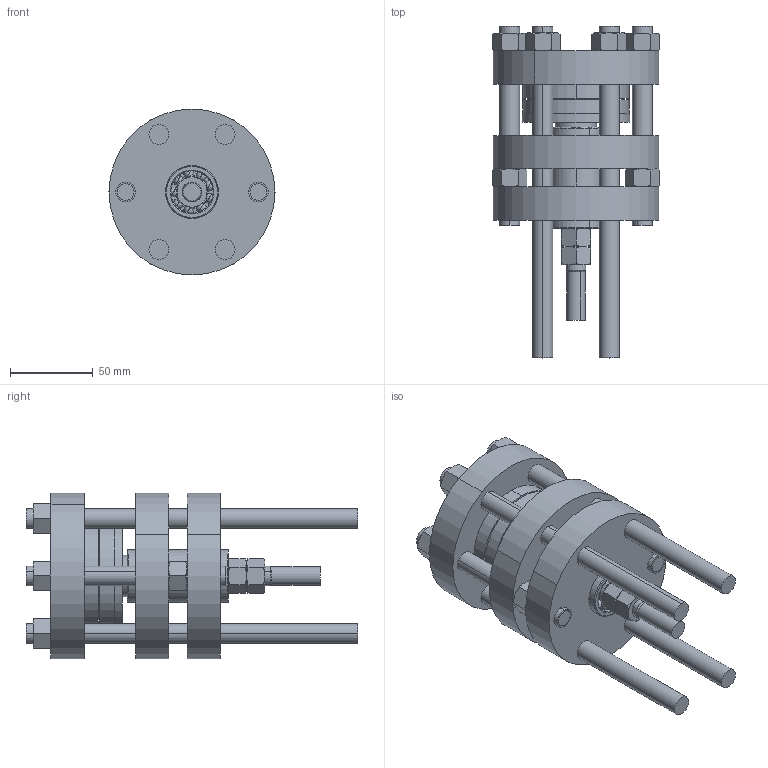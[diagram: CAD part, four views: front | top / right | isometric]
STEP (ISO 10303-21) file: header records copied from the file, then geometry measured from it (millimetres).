
FILE_DESCRIPTION(/* description */ ('VariCAD 2021-1.02 AP-214'),/* implementation_level */ '2;1');
FILE_NAME(/* name */ '07_170809_B-Grind_MK-VII.stp',/* time_stamp */ '2021-09-04T13:13:00+02:00',/* author */ (''),/* organization */ (''),/* preprocessor_version */ 'VariCAD 2021-1.02',/* originating_system */ 'VariCAD 2021-1.02; kernel version (20180118)',/* authorisation */ '');
FILE_SCHEMA(('AUTOMOTIVE_DESIGN'));
Length unit declared in the file: millimetre
Products named in the file (49): 07_170809_B-Grind_MK-VII; Nut M12x1.5; Nut M12; Part_01_Top-Disk; Part_02_Bottom-Disk; Part_10_Shaft-Disk
Assembly tree (48 placements, depth 2):
  07_170809_B-Grind_MK-VII
    (unnamed)
    (unnamed)
    (unnamed)
    (unnamed)
    (unnamed)
    (unnamed)
    (unnamed)
    (unnamed)
    (unnamed)
    (unnamed)
    (unnamed)
    (unnamed)
    (unnamed)
    (unnamed)
    (unnamed)
    (unnamed)
    (unnamed)
    (unnamed)
    (unnamed)
    (unnamed)
    (unnamed)
    (unnamed)
    (unnamed)
    Nut M12x1.5
    Nut M12
    Nut M12
    Nut M12
    Nut M12
    Nut M12
    Nut M12
    Nut M12
    Nut M12
    (unnamed)
    (unnamed)
    (unnamed)
    Part_01_Top-Disk
    Part_02_Bottom-Disk
    Part_02_Bottom-Disk
    (unnamed)
    (unnamed)
    (unnamed)
    (unnamed)
    (unnamed)
    Nut M12
    Nut M12
    (unnamed)
    (unnamed)
    Part_10_Shaft-Disk
Bounding box: 100.78 x 200 x 100 mm (x, y, z)
Volume: 621597.6 mm3; surface area: 179739.4 mm2
Topology: 48 solids, 48 shells, 673 faces, 1642 edges, 1018 vertices
Faces by surface type: cylinder 208, cone 202, plane 163, sphere 72, torus 28
Entity records: 24274 total; most frequent: CARTESIAN_POINT 4890, DIRECTION 3740, ORIENTED_EDGE 3132, AXIS2_PLACEMENT_3D 1632, EDGE_CURVE 1566, VERTEX_POINT 1018, CIRCLE 814, EDGE_LOOP 808
